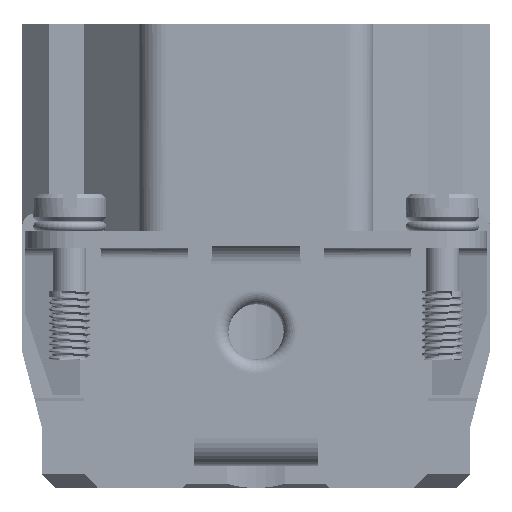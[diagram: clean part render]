
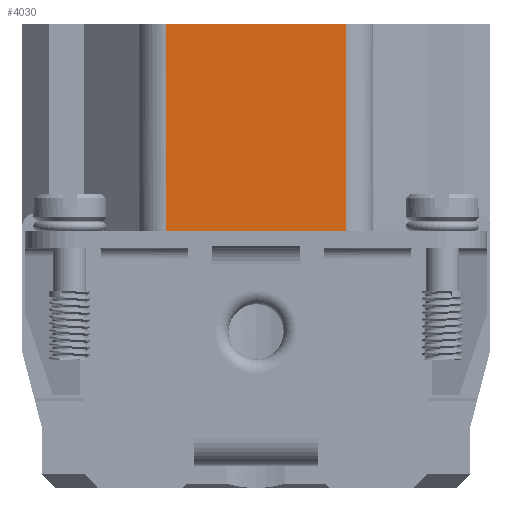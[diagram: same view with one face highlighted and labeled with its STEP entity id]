
A CAD part, left-side view. The second image highlights one B-rep face of the part: STEP entity #4030.
In plain terms, the highlighted planar face has unit normal (-1, 0, 0).
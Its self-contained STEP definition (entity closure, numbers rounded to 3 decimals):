
#4030=ADVANCED_FACE('',(#7310),#6099,.T.);
#6099=PLANE('',#34452);
#7310=FACE_OUTER_BOUND('',#8551,.T.);
#8551=EDGE_LOOP('',(#15402,#15403,#15404,#15405));
#15402=ORIENTED_EDGE('',*,*,#24566,.T.);
#15403=ORIENTED_EDGE('',*,*,#26416,.F.);
#15404=ORIENTED_EDGE('',*,*,#25962,.T.);
#15405=ORIENTED_EDGE('',*,*,#26418,.T.);
#21352=VERTEX_POINT('',#47280);
#21353=VERTEX_POINT('',#47282);
#22538=VERTEX_POINT('',#50214);
#22539=VERTEX_POINT('',#50216);
#24566=EDGE_CURVE('',#21353,#21352,#28828,.T.);
#25962=EDGE_CURVE('',#22539,#22538,#29935,.T.);
#26416=EDGE_CURVE('',#22539,#21352,#30347,.T.);
#26418=EDGE_CURVE('',#22538,#21353,#30348,.T.);
#28828=LINE('',#47281,#31308);
#29935=LINE('',#50215,#32415);
#30347=LINE('',#51165,#32827);
#30348=LINE('',#51168,#32828);
#31308=VECTOR('',#37461,1.);
#32415=VECTOR('',#39500,1.);
#32827=VECTOR('',#40304,1.);
#32828=VECTOR('',#40309,1.);
#34452=AXIS2_PLACEMENT_3D('',#51169,#40310,#40311);
#37461=DIRECTION('',(0.,-1.,0.));
#39500=DIRECTION('',(0.,1.,0.));
#40304=DIRECTION('',(0.,0.,-1.));
#40309=DIRECTION('',(0.,0.,-1.));
#40310=DIRECTION('',(-1.,0.,0.));
#40311=DIRECTION('',(0.,0.,-1.));
#47280=CARTESIAN_POINT('',(-55.45,-6.5,-13.5));
#47281=CARTESIAN_POINT('',(-55.45,8.55,-13.5));
#47282=CARTESIAN_POINT('',(-55.45,6.5,-13.5));
#50214=CARTESIAN_POINT('',(-55.45,6.5,1.5));
#50215=CARTESIAN_POINT('',(-55.45,8.55,1.5));
#50216=CARTESIAN_POINT('',(-55.45,-6.5,1.5));
#51165=CARTESIAN_POINT('',(-55.45,-6.5,18.955));
#51168=CARTESIAN_POINT('',(-55.45,6.5,18.955));
#51169=CARTESIAN_POINT('',(-55.45,8.55,0.9));
